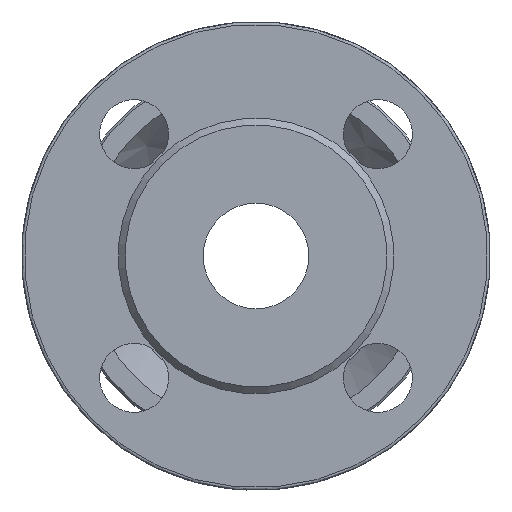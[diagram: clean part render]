
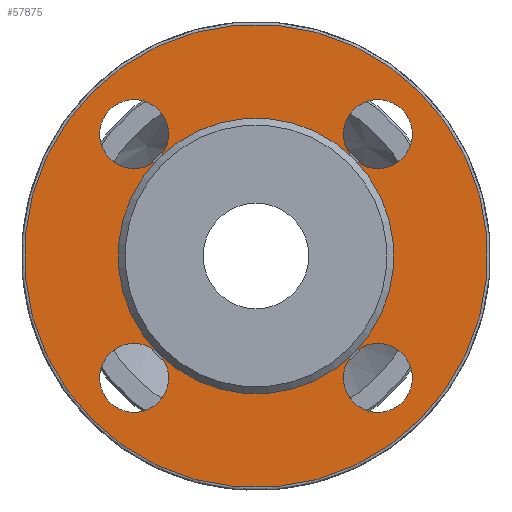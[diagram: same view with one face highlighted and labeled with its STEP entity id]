
A CAD part, front view. The second image highlights one B-rep face of the part: STEP entity #57875.
In plain terms, the highlighted free-form (B-spline) face has degree [1, 1] with [2, 2] control points.
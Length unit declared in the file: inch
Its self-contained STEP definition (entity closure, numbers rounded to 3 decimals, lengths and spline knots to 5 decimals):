
#57748=CARTESIAN_POINT('',(3.97839,-10.7367,23.17359));
#57749=VERTEX_POINT('',#57748);
#57750=CARTESIAN_POINT('',(2.49347,-9.25177,23.17359));
#57751=DIRECTION('',(0.,0.,1.));
#57752=DIRECTION('',(-0.707,0.707,0.));
#57753=AXIS2_PLACEMENT_3D('',#57750,#57751,#57752);
#57754=CIRCLE('',#57753,2.1);
#57755=EDGE_CURVE('',#57749,#57749,#57754,.T.);
#57801=CARTESIAN_POINT('',(6.69347,-9.25177,23.17359));
#57802=CARTESIAN_POINT('',(2.49347,-5.05177,23.17359));
#57803=CARTESIAN_POINT('',(2.49347,-13.45177,23.17359));
#57804=CARTESIAN_POINT('',(-1.70653,-9.25177,23.17359));
#57805=B_SPLINE_SURFACE_WITH_KNOTS('',1,1,((#57801,#57803),(#57802,#57804)),.UNSPECIFIED.,.F.,.F.,.U.,(2,2),(2,2),(0.0,5.9397),(0.0,5.9397),.UNSPECIFIED.);
#57806=ORIENTED_EDGE('',*,*,#57755,.T.);
#57807=EDGE_LOOP('',(#57806));
#57808=FACE_OUTER_BOUND('',#57807,.T.);
#57809=CARTESIAN_POINT('',(3.37735,-10.13566,23.17359));
#57810=VERTEX_POINT('',#57809);
#57811=CARTESIAN_POINT('',(3.59832,-10.35663,23.17359));
#57812=DIRECTION('',(0.,0.,-1.));
#57813=DIRECTION('',(0.707,-0.707,0.));
#57814=AXIS2_PLACEMENT_3D('',#57811,#57812,#57813);
#57815=CIRCLE('',#57814,0.3125);
#57816=EDGE_CURVE('',#57810,#57810,#57815,.T.);
#57817=ORIENTED_EDGE('',*,*,#57816,.T.);
#57818=CARTESIAN_POINT('',(1.60959,-10.13566,23.17359));
#57819=VERTEX_POINT('',#57818);
#57820=CARTESIAN_POINT('',(2.49347,-9.25177,23.17359));
#57821=DIRECTION('',(0.,0.,1.));
#57822=DIRECTION('',(-0.707,0.707,0.));
#57823=AXIS2_PLACEMENT_3D('',#57820,#57821,#57822);
#57824=CIRCLE('',#57823,1.25);
#57825=EDGE_CURVE('',#57819,#57810,#57824,.T.);
#57826=ORIENTED_EDGE('',*,*,#57825,.F.);
#57827=CARTESIAN_POINT('',(1.38862,-10.35663,23.17359));
#57828=DIRECTION('',(0.,0.,-1.));
#57829=DIRECTION('',(0.707,-0.707,0.));
#57830=AXIS2_PLACEMENT_3D('',#57827,#57828,#57829);
#57831=CIRCLE('',#57830,0.3125);
#57832=EDGE_CURVE('',#57819,#57819,#57831,.T.);
#57833=ORIENTED_EDGE('',*,*,#57832,.T.);
#57834=CARTESIAN_POINT('',(1.60959,-8.36789,23.17359));
#57835=VERTEX_POINT('',#57834);
#57836=CARTESIAN_POINT('',(2.49347,-9.25177,23.17359));
#57837=DIRECTION('',(0.,0.,1.));
#57838=DIRECTION('',(-0.707,0.707,0.));
#57839=AXIS2_PLACEMENT_3D('',#57836,#57837,#57838);
#57840=CIRCLE('',#57839,1.25);
#57841=EDGE_CURVE('',#57835,#57819,#57840,.T.);
#57842=ORIENTED_EDGE('',*,*,#57841,.F.);
#57843=CARTESIAN_POINT('',(1.38862,-8.14692,23.17359));
#57844=DIRECTION('',(0.,0.,1.));
#57845=DIRECTION('',(0.707,-0.707,0.));
#57846=AXIS2_PLACEMENT_3D('',#57843,#57844,#57845);
#57847=CIRCLE('',#57846,0.3125);
#57848=EDGE_CURVE('',#57835,#57835,#57847,.T.);
#57849=ORIENTED_EDGE('',*,*,#57848,.F.);
#57850=CARTESIAN_POINT('',(3.37735,-8.36789,23.17359));
#57851=VERTEX_POINT('',#57850);
#57852=CARTESIAN_POINT('',(2.49347,-9.25177,23.17359));
#57853=DIRECTION('',(0.,0.,1.));
#57854=DIRECTION('',(-0.707,0.707,0.));
#57855=AXIS2_PLACEMENT_3D('',#57852,#57853,#57854);
#57856=CIRCLE('',#57855,1.25);
#57857=EDGE_CURVE('',#57851,#57835,#57856,.T.);
#57858=ORIENTED_EDGE('',*,*,#57857,.F.);
#57859=CARTESIAN_POINT('',(3.59832,-8.14692,23.17359));
#57860=DIRECTION('',(0.,0.,1.));
#57861=DIRECTION('',(0.707,-0.707,0.));
#57862=AXIS2_PLACEMENT_3D('',#57859,#57860,#57861);
#57863=CIRCLE('',#57862,0.3125);
#57864=EDGE_CURVE('',#57851,#57851,#57863,.T.);
#57865=ORIENTED_EDGE('',*,*,#57864,.F.);
#57866=CARTESIAN_POINT('',(2.49347,-9.25177,23.17359));
#57867=DIRECTION('',(0.,0.,1.));
#57868=DIRECTION('',(-0.707,0.707,0.));
#57869=AXIS2_PLACEMENT_3D('',#57866,#57867,#57868);
#57870=CIRCLE('',#57869,1.25);
#57871=EDGE_CURVE('',#57810,#57851,#57870,.T.);
#57872=ORIENTED_EDGE('',*,*,#57871,.F.);
#57873=EDGE_LOOP('',(#57817,#57826,#57833,#57842,#57849,#57858,#57865,#57872));
#57874=FACE_BOUND('',#57873,.T.);
#57875=ADVANCED_FACE('',(#57808,#57874),#57805,.T.);
